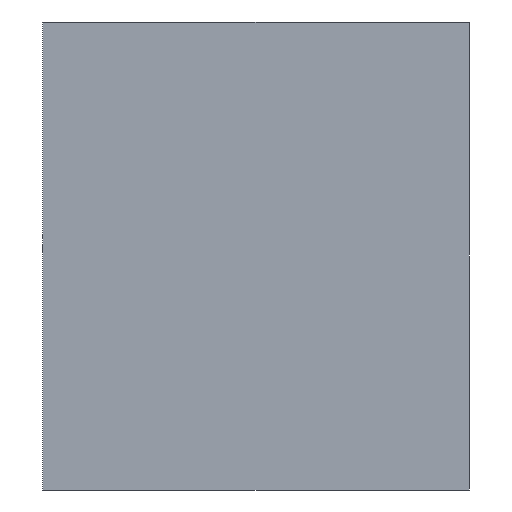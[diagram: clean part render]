
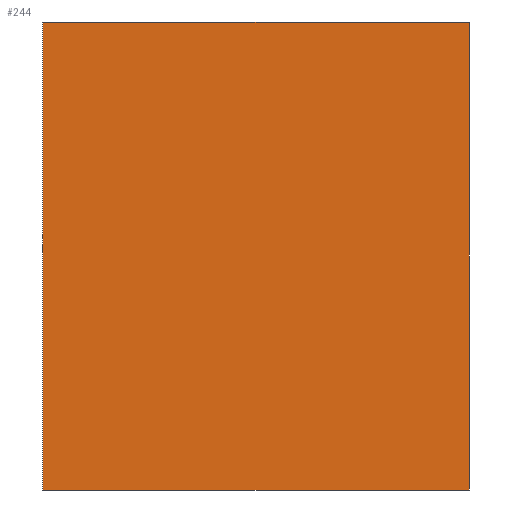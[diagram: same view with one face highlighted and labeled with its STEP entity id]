
A CAD part, front view. The second image highlights one B-rep face of the part: STEP entity #244.
In plain terms, the highlighted planar face has unit normal (0, -1, 0).
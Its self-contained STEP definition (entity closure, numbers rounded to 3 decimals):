
#1=DIRECTION('',(1.,0.,0.));
#2=VECTOR('',#1,77.525);
#3=CARTESIAN_POINT('',(-38.763,0.,42.5));
#4=LINE('',#3,#2);
#5=DIRECTION('',(0.,0.,-1.));
#6=VECTOR('',#5,85.);
#7=CARTESIAN_POINT('',(38.763,0.,42.5));
#8=LINE('',#7,#6);
#9=DIRECTION('',(-1.,0.,0.));
#10=VECTOR('',#9,77.525);
#11=CARTESIAN_POINT('',(38.763,0.,-42.5));
#12=LINE('',#11,#10);
#13=DIRECTION('',(0.,0.,1.));
#14=VECTOR('',#13,85.);
#15=CARTESIAN_POINT('',(-38.763,0.,-42.5));
#16=LINE('',#15,#14);
#173=CARTESIAN_POINT('',(-38.763,0.,42.5));
#174=CARTESIAN_POINT('',(38.763,0.,42.5));
#175=VERTEX_POINT('',#173);
#176=VERTEX_POINT('',#174);
#177=CARTESIAN_POINT('',(38.763,0.,-42.5));
#178=VERTEX_POINT('',#177);
#179=CARTESIAN_POINT('',(-38.763,0.,-42.5));
#180=VERTEX_POINT('',#179);
#229=CARTESIAN_POINT('',(0.,0.,0.));
#230=DIRECTION('',(0.,1.,0.));
#231=DIRECTION('',(1.,0.,0.));
#232=AXIS2_PLACEMENT_3D('',#229,#230,#231);
#233=PLANE('',#232);
#235=ORIENTED_EDGE('',*,*,#234,.T.);
#237=ORIENTED_EDGE('',*,*,#236,.T.);
#239=ORIENTED_EDGE('',*,*,#238,.T.);
#241=ORIENTED_EDGE('',*,*,#240,.T.);
#242=EDGE_LOOP('',(#235,#237,#239,#241));
#243=FACE_OUTER_BOUND('',#242,.F.);
#244=ADVANCED_FACE('',(#243),#233,.F.);
#234=EDGE_CURVE('',#175,#176,#4,.T.);
#236=EDGE_CURVE('',#176,#178,#8,.T.);
#238=EDGE_CURVE('',#178,#180,#12,.T.);
#240=EDGE_CURVE('',#180,#175,#16,.T.);
